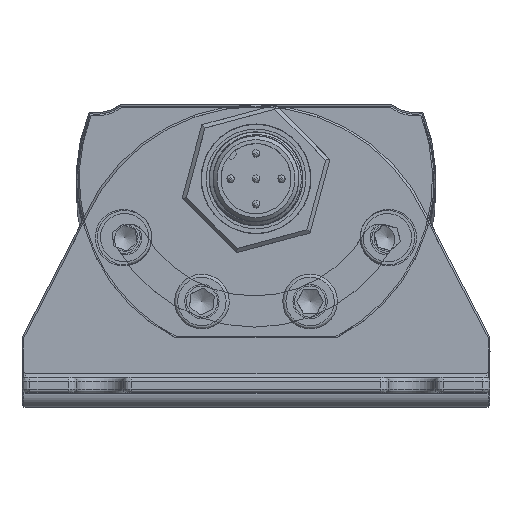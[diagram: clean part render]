
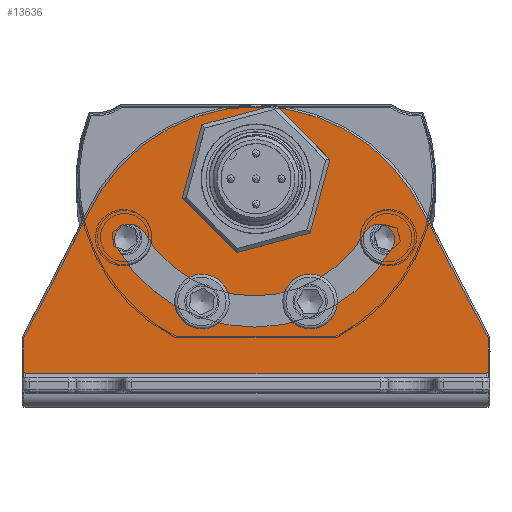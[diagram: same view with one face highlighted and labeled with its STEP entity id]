
A CAD part, top view. The second image highlights one B-rep face of the part: STEP entity #13636.
In plain terms, the highlighted planar face has unit normal (0, 0, 1).
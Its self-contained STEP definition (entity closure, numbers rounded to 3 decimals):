
#338=B_SPLINE_CURVE_WITH_KNOTS('',3,(#27042,#27043,#27044,#27045),
 .UNSPECIFIED.,.F.,.F.,(4,4),(0.,0.034),.UNSPECIFIED.);
#339=B_SPLINE_CURVE_WITH_KNOTS('',3,(#27049,#27050,#27051,#27052),
 .UNSPECIFIED.,.F.,.F.,(4,4),(0.315,0.35),
 .UNSPECIFIED.);
#893=FACE_BOUND('',#2199,.T.);
#894=FACE_BOUND('',#2200,.T.);
#1341=FACE_OUTER_BOUND('',#2198,.T.);
#2198=EDGE_LOOP('',(#10893,#10894,#10895,#10896,#10897,#10898,#10899,#10900));
#2199=EDGE_LOOP('',(#10901));
#2200=EDGE_LOOP('',(#10902,#10903,#10904,#10905));
#3177=LINE('',#27065,#4152);
#3178=LINE('',#27068,#4153);
#3179=LINE('',#27070,#4154);
#3180=LINE('',#27074,#4155);
#3181=LINE('',#27075,#4156);
#4152=VECTOR('',#17839,1.);
#4153=VECTOR('',#17842,1.);
#4154=VECTOR('',#17843,1.);
#4155=VECTOR('',#17846,1.);
#4156=VECTOR('',#17847,1.);
#5099=CIRCLE('',#14946,23.75);
#5100=CIRCLE('',#14947,7.);
#5101=CIRCLE('',#14948,20.436);
#5102=CIRCLE('',#14949,2.);
#5103=CIRCLE('',#14950,16.436);
#5104=CIRCLE('',#14951,2.);
#6116=VERTEX_POINT('',#27027);
#6118=VERTEX_POINT('',#27040);
#6119=VERTEX_POINT('',#27047);
#6120=VERTEX_POINT('',#27048);
#6121=VERTEX_POINT('',#27067);
#6122=VERTEX_POINT('',#27069);
#6123=VERTEX_POINT('',#27071);
#6124=VERTEX_POINT('',#27073);
#6125=VERTEX_POINT('',#27076);
#6126=VERTEX_POINT('',#27078);
#6127=VERTEX_POINT('',#27079);
#6128=VERTEX_POINT('',#27081);
#6129=VERTEX_POINT('',#27083);
#7806=EDGE_CURVE('',#6118,#6116,#338,.T.);
#7807=EDGE_CURVE('',#6119,#6120,#339,.T.);
#7810=EDGE_CURVE('',#6120,#6118,#3177,.T.);
#7811=EDGE_CURVE('',#6121,#6119,#3178,.T.);
#7812=EDGE_CURVE('',#6122,#6121,#3179,.T.);
#7813=EDGE_CURVE('',#6123,#6122,#5099,.T.);
#7814=EDGE_CURVE('',#6124,#6123,#3180,.T.);
#7815=EDGE_CURVE('',#6116,#6124,#3181,.T.);
#7816=EDGE_CURVE('',#6125,#6125,#5100,.T.);
#7817=EDGE_CURVE('',#6126,#6127,#5101,.T.);
#7818=EDGE_CURVE('',#6127,#6128,#5102,.T.);
#7819=EDGE_CURVE('',#6128,#6129,#5103,.T.);
#7820=EDGE_CURVE('',#6129,#6126,#5104,.T.);
#10893=ORIENTED_EDGE('',*,*,#7806,.F.);
#10894=ORIENTED_EDGE('',*,*,#7810,.F.);
#10895=ORIENTED_EDGE('',*,*,#7807,.F.);
#10896=ORIENTED_EDGE('',*,*,#7811,.F.);
#10897=ORIENTED_EDGE('',*,*,#7812,.F.);
#10898=ORIENTED_EDGE('',*,*,#7813,.F.);
#10899=ORIENTED_EDGE('',*,*,#7814,.F.);
#10900=ORIENTED_EDGE('',*,*,#7815,.F.);
#10901=ORIENTED_EDGE('',*,*,#7816,.T.);
#10902=ORIENTED_EDGE('',*,*,#7817,.T.);
#10903=ORIENTED_EDGE('',*,*,#7818,.T.);
#10904=ORIENTED_EDGE('',*,*,#7819,.T.);
#10905=ORIENTED_EDGE('',*,*,#7820,.T.);
#13049=PLANE('',#14945);
#13636=ADVANCED_FACE('',(#1341,#893,#894),#13049,.T.);
#14945=AXIS2_PLACEMENT_3D('',#27066,#17840,#17841);
#14946=AXIS2_PLACEMENT_3D('',#27072,#17844,#17845);
#14947=AXIS2_PLACEMENT_3D('',#27077,#17848,#17849);
#14948=AXIS2_PLACEMENT_3D('',#27080,#17850,#17851);
#14949=AXIS2_PLACEMENT_3D('',#27082,#17852,#17853);
#14950=AXIS2_PLACEMENT_3D('',#27084,#17854,#17855);
#14951=AXIS2_PLACEMENT_3D('',#27085,#17856,#17857);
#17839=DIRECTION('',(-1.,0.,0.));
#17840=DIRECTION('center_axis',(0.,0.,
1.));
#17841=DIRECTION('ref_axis',(1.,0.,0.));
#17842=DIRECTION('',(0.,-1.,0.));
#17843=DIRECTION('',(0.46,-0.888,0.));
#17844=DIRECTION('center_axis',(0.,0.,
-1.));
#17845=DIRECTION('ref_axis',(-1.,0.,0.));
#17846=DIRECTION('',(0.46,0.888,0.));
#17847=DIRECTION('',(0.,1.,0.));
#17848=DIRECTION('center_axis',(0.,0.,
-1.));
#17849=DIRECTION('ref_axis',(1.,0.,0.));
#17850=DIRECTION('center_axis',(0.,0.,
-1.));
#17851=DIRECTION('ref_axis',(-1.,0.,0.));
#17852=DIRECTION('center_axis',(0.,0.,
-1.));
#17853=DIRECTION('ref_axis',(-1.,0.,0.));
#17854=DIRECTION('center_axis',(0.,0.,
1.));
#17855=DIRECTION('ref_axis',(-1.,0.,0.));
#17856=DIRECTION('center_axis',(0.,0.,
-1.));
#17857=DIRECTION('ref_axis',(-1.,0.,0.));
#27027=CARTESIAN_POINT('',(-20.55,-6.676,-486.146));
#27040=CARTESIAN_POINT('',(-20.3,-6.943,-486.146));
#27042=CARTESIAN_POINT('Ctrl Pts',(-20.3,-6.943,
-486.146));
#27043=CARTESIAN_POINT('Ctrl Pts',(-20.381,-6.862,
-486.146));
#27044=CARTESIAN_POINT('Ctrl Pts',(-20.471,-6.772,
-486.146));
#27045=CARTESIAN_POINT('Ctrl Pts',(-20.55,-6.676,-486.146));
#27047=CARTESIAN_POINT('',(38.95,-6.676,-486.146));
#27048=CARTESIAN_POINT('',(38.7,-6.943,-486.146));
#27049=CARTESIAN_POINT('Ctrl Pts',(38.95,-6.676,-486.146));
#27050=CARTESIAN_POINT('Ctrl Pts',(38.871,-6.772,-486.146));
#27051=CARTESIAN_POINT('Ctrl Pts',(38.781,-6.862,-486.146));
#27052=CARTESIAN_POINT('Ctrl Pts',(38.7,-6.943,-486.146));
#27065=CARTESIAN_POINT('',(9.2,-6.943,-486.146));
#27066=CARTESIAN_POINT('Origin',(9.2,3.557,-486.146));
#27067=CARTESIAN_POINT('',(38.95,-2.331,-486.146));
#27068=CARTESIAN_POINT('',(38.95,-6.943,-486.146));
#27069=CARTESIAN_POINT('',(30.917,13.172,-486.146));
#27070=CARTESIAN_POINT('',(39.866,-4.098,-486.146));
#27071=CARTESIAN_POINT('',(-12.517,13.172,-486.146));
#27072=CARTESIAN_POINT('Origin',(9.2,3.557,-486.146));
#27073=CARTESIAN_POINT('',(-20.55,-2.331,-486.146));
#27074=CARTESIAN_POINT('',(-12.506,13.193,-486.146));
#27075=CARTESIAN_POINT('',(-20.55,-4.443,-486.146));
#27076=CARTESIAN_POINT('',(16.2,18.037,-486.146));
#27077=CARTESIAN_POINT('Origin',(9.2,18.037,-486.146));
#27078=CARTESIAN_POINT('',(26.722,9.249,-486.146));
#27079=CARTESIAN_POINT('',(-8.674,9.249,-486.146));
#27080=CARTESIAN_POINT('Origin',(9.024,19.467,-486.146));
#27081=CARTESIAN_POINT('',(-5.21,11.249,-486.146));
#27082=CARTESIAN_POINT('Origin',(-6.942,10.249,-486.146));
#27083=CARTESIAN_POINT('',(23.258,11.249,-486.146));
#27084=CARTESIAN_POINT('Origin',(9.024,19.467,-486.146));
#27085=CARTESIAN_POINT('Origin',(24.99,10.249,-486.146));
